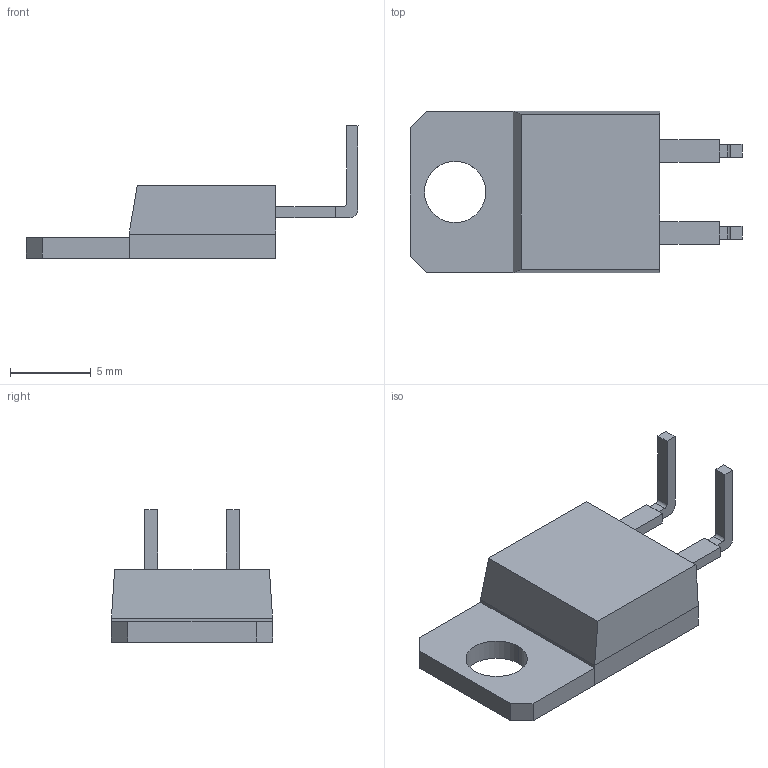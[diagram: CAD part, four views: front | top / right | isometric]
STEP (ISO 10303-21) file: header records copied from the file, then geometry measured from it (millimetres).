
FILE_DESCRIPTION (( 'STEP AP214' ), '1' );
FILE_NAME ('User Library-TO220-2_OR-INV.STEP', '2018-06-23T17:52:25', ( '' ), ( '' ), 'SwSTEP 2.0', 'SolidWorks 2018', '' );
FILE_SCHEMA (( 'AUTOMOTIVE_DESIGN' ));
Length unit declared in the file: millimetre
Products named in the file (5): User Library-TO220-2_OR-INV_Chamfer003; User Library-TO220-2_OR-INV_TO220_2_OR_INV001; User Library-TO220-2_OR-INV_Chamfer; User Library-TO220-2_OR-INV_TO220_2_OR_INV; User Library-TO220-2_OR-INV
Assembly tree (4 placements, depth 2):
  User Library-TO220-2_OR-INV
    User Library-TO220-2_OR-INV_Chamfer
    User Library-TO220-2_OR-INV_TO220_2_OR_INV001
    User Library-TO220-2_OR-INV_TO220_2_OR_INV
    User Library-TO220-2_OR-INV_Chamfer003
Bounding box: 20.6 x 10 x 8.22 mm (x, y, z)
Volume: 478.2 mm3; surface area: 705.3 mm2
Topology: 4 solids, 4 shells, 59 faces, 147 edges, 96 vertices
Faces by surface type: plane 53, cylinder 6
Entity records: 2576 total; most frequent: CARTESIAN_POINT 309, ORIENTED_EDGE 294, DIRECTION 291, EDGE_CURVE 147, LINE 135, VECTOR 135, VERTEX_POINT 96, AXIS2_PLACEMENT_3D 78
